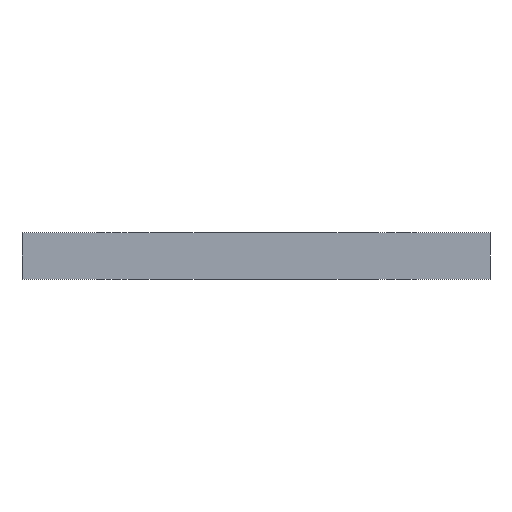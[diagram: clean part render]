
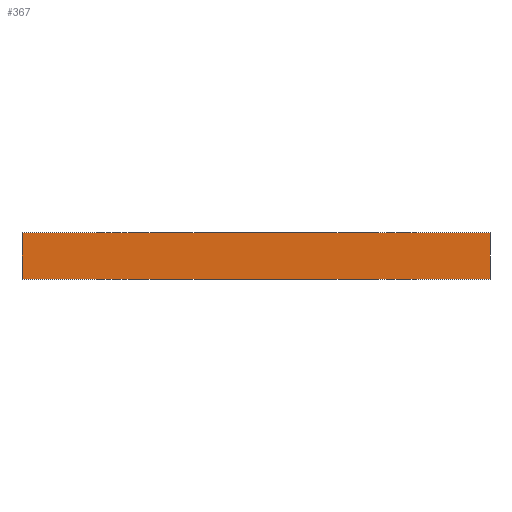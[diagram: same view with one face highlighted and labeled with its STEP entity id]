
A CAD part, front view. The second image highlights one B-rep face of the part: STEP entity #367.
In plain terms, the highlighted planar face has unit normal (0, -1, 0).
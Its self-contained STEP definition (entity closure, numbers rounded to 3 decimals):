
#11 = DIRECTION ( 'NONE',  ( -1., 0., 0. ) ) ;
#34 = VERTEX_POINT ( 'NONE', #869 ) ;
#37 = LINE ( 'NONE', #801, #162 ) ;
#68 = EDGE_CURVE ( 'NONE', #140, #784, #37, .T. ) ;
#73 = DIRECTION ( 'NONE',  ( -1., 0., 0. ) ) ;
#100 = DIRECTION ( 'NONE',  ( 0., 0., -1. ) ) ;
#104 = CARTESIAN_POINT ( 'NONE',  ( 25., -55., 5. ) ) ;
#121 = LINE ( 'NONE', #169, #692 ) ;
#122 = EDGE_CURVE ( 'NONE', #34, #140, #126, .T. ) ;
#126 = LINE ( 'NONE', #541, #562 ) ;
#140 = VERTEX_POINT ( 'NONE', #764 ) ;
#144 = EDGE_CURVE ( 'NONE', #34, #178, #628, .T. ) ;
#162 = VECTOR ( 'NONE', #73, 1000. ) ;
#169 = CARTESIAN_POINT ( 'NONE',  ( -25., -55., 5. ) ) ;
#172 = DIRECTION ( 'NONE',  ( 0., 0., -1. ) ) ;
#178 = VERTEX_POINT ( 'NONE', #679 ) ;
#230 = CARTESIAN_POINT ( 'NONE',  ( -25., -55., 0. ) ) ;
#354 = AXIS2_PLACEMENT_3D ( 'NONE', #104, #632, #100 ) ;
#367 = ADVANCED_FACE ( 'NONE', ( #789 ), #409, .T. ) ;
#372 = ORIENTED_EDGE ( 'NONE', *, *, #144, .T. ) ;
#390 = CARTESIAN_POINT ( 'NONE',  ( 25., -55., 5. ) ) ;
#409 = PLANE ( 'NONE',  #354 ) ;
#465 = DIRECTION ( 'NONE',  ( 0., 0., -1. ) ) ;
#541 = CARTESIAN_POINT ( 'NONE',  ( 25., -55., 5. ) ) ;
#562 = VECTOR ( 'NONE', #465, 1000. ) ;
#564 = ORIENTED_EDGE ( 'NONE', *, *, #874, .T. ) ;
#628 = LINE ( 'NONE', #390, #938 ) ;
#632 = DIRECTION ( 'NONE',  ( 0., -1., 0. ) ) ;
#679 = CARTESIAN_POINT ( 'NONE',  ( -25., -55., 5. ) ) ;
#692 = VECTOR ( 'NONE', #172, 1000. ) ;
#708 = ORIENTED_EDGE ( 'NONE', *, *, #68, .F. ) ;
#730 = ORIENTED_EDGE ( 'NONE', *, *, #122, .F. ) ;
#764 = CARTESIAN_POINT ( 'NONE',  ( 25., -55., 0. ) ) ;
#784 = VERTEX_POINT ( 'NONE', #230 ) ;
#789 = FACE_OUTER_BOUND ( 'NONE', #919, .T. ) ;
#801 = CARTESIAN_POINT ( 'NONE',  ( 25., -55., 0. ) ) ;
#869 = CARTESIAN_POINT ( 'NONE',  ( 25., -55., 5. ) ) ;
#874 = EDGE_CURVE ( 'NONE', #178, #784, #121, .T. ) ;
#919 = EDGE_LOOP ( 'NONE', ( #708, #730, #372, #564 ) ) ;
#938 = VECTOR ( 'NONE', #11, 1000. ) ;
